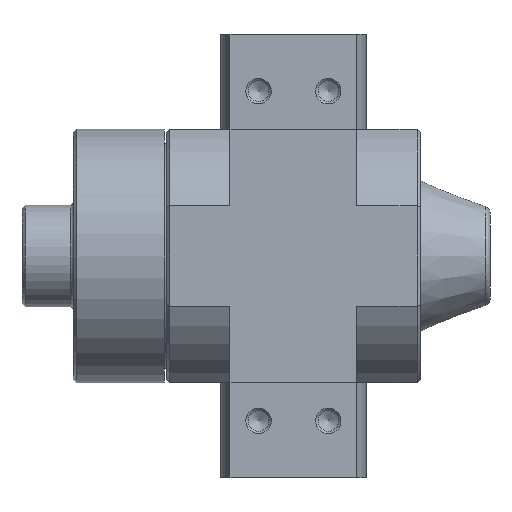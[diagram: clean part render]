
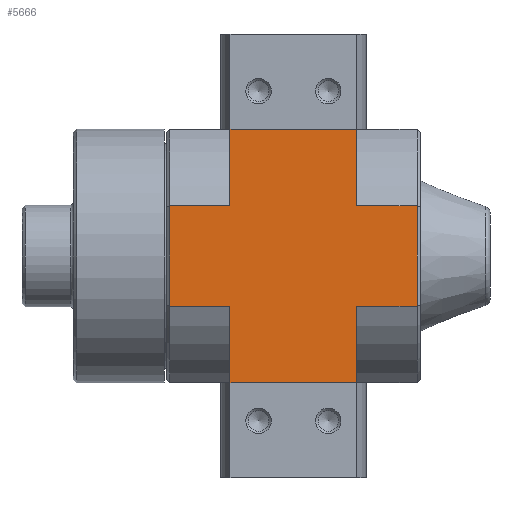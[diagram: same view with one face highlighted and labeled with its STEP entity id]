
A CAD part, left-side view. The second image highlights one B-rep face of the part: STEP entity #5666.
In plain terms, the highlighted face is planar.
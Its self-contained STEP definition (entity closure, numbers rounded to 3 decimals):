
#302=LINE('',#8405,#566);
#312=LINE('',#8461,#576);
#320=LINE('',#8476,#584);
#321=LINE('',#8479,#585);
#322=LINE('',#8481,#586);
#323=LINE('',#8482,#587);
#324=LINE('',#8484,#588);
#325=LINE('',#8486,#589);
#326=LINE('',#8488,#590);
#327=LINE('',#8490,#591);
#328=LINE('',#8491,#592);
#329=LINE('',#8493,#593);
#566=VECTOR('',#6807,1000.);
#576=VECTOR('',#6841,1000.);
#584=VECTOR('',#6851,1000.);
#585=VECTOR('',#6852,1000.);
#586=VECTOR('',#6853,1000.);
#587=VECTOR('',#6854,1000.);
#588=VECTOR('',#6855,1000.);
#589=VECTOR('',#6856,1000.);
#590=VECTOR('',#6857,1000.);
#591=VECTOR('',#6858,1000.);
#592=VECTOR('',#6859,1000.);
#593=VECTOR('',#6860,1000.);
#934=ORIENTED_EDGE('',*,*,#2154,.T.);
#935=ORIENTED_EDGE('',*,*,#2155,.F.);
#936=ORIENTED_EDGE('',*,*,#2156,.T.);
#937=ORIENTED_EDGE('',*,*,#2124,.T.);
#938=ORIENTED_EDGE('',*,*,#2157,.F.);
#939=ORIENTED_EDGE('',*,*,#2158,.T.);
#940=ORIENTED_EDGE('',*,*,#2159,.F.);
#941=ORIENTED_EDGE('',*,*,#2160,.T.);
#942=ORIENTED_EDGE('',*,*,#2161,.F.);
#943=ORIENTED_EDGE('',*,*,#2146,.T.);
#944=ORIENTED_EDGE('',*,*,#2162,.T.);
#945=ORIENTED_EDGE('',*,*,#2163,.F.);
#2124=EDGE_CURVE('',#2736,#2735,#302,.T.);
#2146=EDGE_CURVE('',#2754,#2753,#312,.T.);
#2154=EDGE_CURVE('',#2760,#2761,#320,.T.);
#2155=EDGE_CURVE('',#2762,#2761,#321,.F.);
#2156=EDGE_CURVE('',#2762,#2736,#322,.T.);
#2157=EDGE_CURVE('',#2763,#2735,#323,.T.);
#2158=EDGE_CURVE('',#2763,#2764,#324,.F.);
#2159=EDGE_CURVE('',#2765,#2764,#325,.T.);
#2160=EDGE_CURVE('',#2765,#2766,#326,.T.);
#2161=EDGE_CURVE('',#2754,#2766,#327,.T.);
#2162=EDGE_CURVE('',#2753,#2767,#328,.T.);
#2163=EDGE_CURVE('',#2760,#2767,#329,.T.);
#2735=VERTEX_POINT('',#8404);
#2736=VERTEX_POINT('',#8406);
#2753=VERTEX_POINT('',#8460);
#2754=VERTEX_POINT('',#8462);
#2760=VERTEX_POINT('',#8477);
#2761=VERTEX_POINT('',#8478);
#2762=VERTEX_POINT('',#8480);
#2763=VERTEX_POINT('',#8483);
#2764=VERTEX_POINT('',#8485);
#2765=VERTEX_POINT('',#8487);
#2766=VERTEX_POINT('',#8489);
#2767=VERTEX_POINT('',#8492);
#3463=EDGE_LOOP('',(#934,#935,#936,#937,#938,#939,#940,#941,#942,#943,#944,
#945));
#3937=FACE_BOUND('',#3463,.T.);
#4405=PLANE('',#6077);
#5666=ADVANCED_FACE('',(#3937),#4405,.T.);
#6077=AXIS2_PLACEMENT_3D('',#8475,#6849,#6850);
#6807=DIRECTION('',(0.,-1.,0.));
#6841=DIRECTION('',(0.,1.,0.));
#6849=DIRECTION('',(0.,0.,1.));
#6850=DIRECTION('',(1.,0.,0.));
#6851=DIRECTION('',(-1.,0.,0.));
#6852=DIRECTION('',(0.,-1.,0.));
#6853=DIRECTION('',(-1.,0.,0.));
#6854=DIRECTION('',(-1.,0.,0.));
#6855=DIRECTION('',(0.,1.,0.));
#6856=DIRECTION('',(-1.,0.,0.));
#6857=DIRECTION('',(0.,1.,0.));
#6858=DIRECTION('',(-1.,0.,0.));
#6859=DIRECTION('',(-1.,0.,0.));
#6860=DIRECTION('',(0.,-1.,0.));
#8404=CARTESIAN_POINT('',(-20.,-10.,20.));
#8405=CARTESIAN_POINT('',(-20.,19.5,20.));
#8406=CARTESIAN_POINT('',(-20.,10.,20.));
#8460=CARTESIAN_POINT('',(20.,10.,20.));
#8461=CARTESIAN_POINT('',(20.,-19.5,20.));
#8462=CARTESIAN_POINT('',(20.,-10.,20.));
#8475=CARTESIAN_POINT('',(0.,0.,20.));
#8476=CARTESIAN_POINT('',(33.,19.5,20.));
#8477=CARTESIAN_POINT('',(7.89,19.5,20.));
#8478=CARTESIAN_POINT('',(-7.89,19.5,20.));
#8479=CARTESIAN_POINT('',(-7.89,27.,20.));
#8480=CARTESIAN_POINT('',(-7.89,10.,20.));
#8481=CARTESIAN_POINT('',(0.,10.,20.));
#8482=CARTESIAN_POINT('',(0.,-10.,20.));
#8483=CARTESIAN_POINT('',(-7.89,-10.,20.));
#8484=CARTESIAN_POINT('',(-7.89,-27.,20.));
#8485=CARTESIAN_POINT('',(-7.89,-19.5,20.));
#8486=CARTESIAN_POINT('',(33.,-19.5,20.));
#8487=CARTESIAN_POINT('',(7.89,-19.5,20.));
#8488=CARTESIAN_POINT('',(7.89,-27.,20.));
#8489=CARTESIAN_POINT('',(7.89,-10.,20.));
#8490=CARTESIAN_POINT('',(0.,-10.,20.));
#8491=CARTESIAN_POINT('',(0.,10.,20.));
#8492=CARTESIAN_POINT('',(7.89,10.,20.));
#8493=CARTESIAN_POINT('',(7.89,27.,20.));
